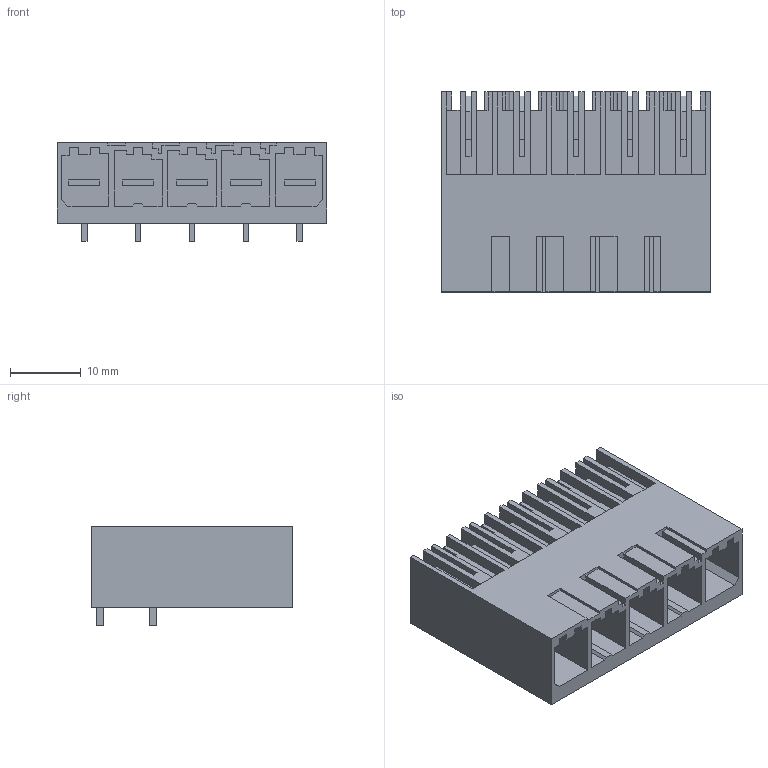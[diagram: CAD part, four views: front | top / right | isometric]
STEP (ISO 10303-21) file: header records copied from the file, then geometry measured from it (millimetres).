
FILE_DESCRIPTION(('CATIA V5 STEP','CAx-IF Rec.Pracs.--- Model Styling and Organization---1.4--- 2014-01-23'),'2;1');
FILE_NAME ('174144-1_0', '2023-09-25T08:21:01+00:00', ('none'), ('Weidmueller'), 'CATIA Version 5-6 Release 2016 SP3 HF44', 'CATIA V5 STEP AP214', 'none');
FILE_SCHEMA(('AUTOMOTIVE_DESIGN { 1 0 10303 214 1 1 1 1 }'));
Length unit declared in the file: millimetre
Products named in the file (1): 2546130000
Bounding box: 38.1 x 28.3 x 14 mm (x, y, z)
Volume: 5842.2 mm3; surface area: 9786.1 mm2
Topology: 6 solids, 6 shells, 515 faces, 1546 edges, 1044 vertices
Faces by surface type: plane 499, cylinder 16
Entity records: 16045 total; most frequent: ORIENTED_EDGE 3092, CARTESIAN_POINT 2899, DIRECTION 2147, EDGE_CURVE 1546, VECTOR 1501, LINE 1501, VERTEX_POINT 1044, EDGE_LOOP 526
